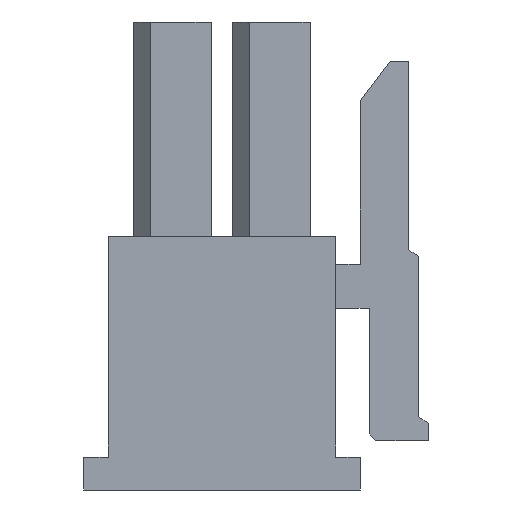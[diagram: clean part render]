
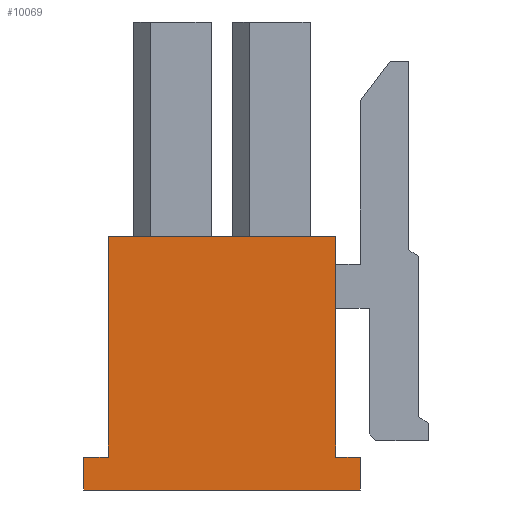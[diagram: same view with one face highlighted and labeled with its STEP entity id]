
A CAD part, left-side view. The second image highlights one B-rep face of the part: STEP entity #10069.
In plain terms, the highlighted planar face has unit normal (-1, 0, 0).
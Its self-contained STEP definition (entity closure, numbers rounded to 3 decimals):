
#51 = CARTESIAN_POINT ( 'NONE',  ( -15.425, -3.45, 1. ) ) ;
#310 = VERTEX_POINT ( 'NONE', #8143 ) ;
#452 = CARTESIAN_POINT ( 'NONE',  ( -15.425, 3.45, 1. ) ) ;
#656 = CARTESIAN_POINT ( 'NONE',  ( -15.425, 3.45, 1. ) ) ;
#701 = VECTOR ( 'NONE', #9069, 1000. ) ;
#773 = ORIENTED_EDGE ( 'NONE', *, *, #8331, .F. ) ;
#1471 = ORIENTED_EDGE ( 'NONE', *, *, #9159, .F. ) ;
#1502 = ORIENTED_EDGE ( 'NONE', *, *, #8988, .F. ) ;
#1845 = AXIS2_PLACEMENT_3D ( 'NONE', #6892, #7719, #8622 ) ;
#1951 = CARTESIAN_POINT ( 'NONE',  ( -15.425, -4.2, 0. ) ) ;
#1970 = ORIENTED_EDGE ( 'NONE', *, *, #8153, .T. ) ;
#2274 = VERTEX_POINT ( 'NONE', #3033 ) ;
#2392 = DIRECTION ( 'NONE',  ( 0., 1., 0. ) ) ;
#2729 = DIRECTION ( 'NONE',  ( 0., -1., 0. ) ) ;
#2752 = DIRECTION ( 'NONE',  ( 0., 0., -1. ) ) ;
#3033 = CARTESIAN_POINT ( 'NONE',  ( -15.425, -4.2, 0. ) ) ;
#3351 = CARTESIAN_POINT ( 'NONE',  ( -15.425, -4.2, 7.7 ) ) ;
#3352 = LINE ( 'NONE', #9874, #7236 ) ;
#3692 = LINE ( 'NONE', #1951, #4403 ) ;
#3719 = VECTOR ( 'NONE', #2392, 1000. ) ;
#4195 = DIRECTION ( 'NONE',  ( 0., -1., 0. ) ) ;
#4271 = LINE ( 'NONE', #11584, #10516 ) ;
#4403 = VECTOR ( 'NONE', #2729, 1000. ) ;
#4563 = LINE ( 'NONE', #10971, #11634 ) ;
#4640 = EDGE_CURVE ( 'NONE', #11798, #2274, #4271, .T. ) ;
#5046 = EDGE_LOOP ( 'NONE', ( #1502, #5303, #773, #10904, #7263, #1970, #8102, #1471 ) ) ;
#5303 = ORIENTED_EDGE ( 'NONE', *, *, #11247, .T. ) ;
#5425 = LINE ( 'NONE', #11663, #701 ) ;
#5486 = VECTOR ( 'NONE', #11588, 1000. ) ;
#6191 = EDGE_CURVE ( 'NONE', #8470, #6431, #7806, .T. ) ;
#6431 = VERTEX_POINT ( 'NONE', #656 ) ;
#6759 = EDGE_CURVE ( 'NONE', #8470, #11200, #5425, .T. ) ;
#6892 = CARTESIAN_POINT ( 'NONE',  ( -15.425, -4.2, 14.2 ) ) ;
#7236 = VECTOR ( 'NONE', #4195, 1000. ) ;
#7263 = ORIENTED_EDGE ( 'NONE', *, *, #6759, .T. ) ;
#7612 = CARTESIAN_POINT ( 'NONE',  ( -15.425, 4.2, 0. ) ) ;
#7719 = DIRECTION ( 'NONE',  ( 1., 0., 0. ) ) ;
#7748 = CARTESIAN_POINT ( 'NONE',  ( -15.425, 4.2, 1. ) ) ;
#7806 = LINE ( 'NONE', #7748, #5486 ) ;
#8102 = ORIENTED_EDGE ( 'NONE', *, *, #4640, .F. ) ;
#8143 = CARTESIAN_POINT ( 'NONE',  ( -15.425, 3.45, 7.7 ) ) ;
#8153 = EDGE_CURVE ( 'NONE', #11200, #2274, #3692, .T. ) ;
#8215 = VECTOR ( 'NONE', #10761, 1000. ) ;
#8331 = EDGE_CURVE ( 'NONE', #6431, #310, #10532, .T. ) ;
#8470 = VERTEX_POINT ( 'NONE', #11225 ) ;
#8622 = DIRECTION ( 'NONE',  ( 0., 0., -1. ) ) ;
#8632 = VERTEX_POINT ( 'NONE', #9545 ) ;
#8681 = LINE ( 'NONE', #3351, #3719 ) ;
#8740 = FACE_OUTER_BOUND ( 'NONE', #5046, .T. ) ;
#8988 = EDGE_CURVE ( 'NONE', #8632, #11047, #4563, .T. ) ;
#9000 = DIRECTION ( 'NONE',  ( 0., 0., -1. ) ) ;
#9069 = DIRECTION ( 'NONE',  ( 0., 0., -1. ) ) ;
#9159 = EDGE_CURVE ( 'NONE', #11047, #11798, #3352, .T. ) ;
#9545 = CARTESIAN_POINT ( 'NONE',  ( -15.425, -3.45, 7.7 ) ) ;
#9585 = PLANE ( 'NONE',  #1845 ) ;
#9874 = CARTESIAN_POINT ( 'NONE',  ( -15.425, -4.2, 1. ) ) ;
#9913 = CARTESIAN_POINT ( 'NONE',  ( -15.425, -4.2, 1. ) ) ;
#10069 = ADVANCED_FACE ( 'NONE', ( #8740 ), #9585, .F. ) ;
#10516 = VECTOR ( 'NONE', #9000, 1000. ) ;
#10532 = LINE ( 'NONE', #452, #8215 ) ;
#10761 = DIRECTION ( 'NONE',  ( 0., 0., 1. ) ) ;
#10904 = ORIENTED_EDGE ( 'NONE', *, *, #6191, .F. ) ;
#10971 = CARTESIAN_POINT ( 'NONE',  ( -15.425, -3.45, 1. ) ) ;
#11047 = VERTEX_POINT ( 'NONE', #51 ) ;
#11200 = VERTEX_POINT ( 'NONE', #7612 ) ;
#11225 = CARTESIAN_POINT ( 'NONE',  ( -15.425, 4.2, 1. ) ) ;
#11247 = EDGE_CURVE ( 'NONE', #8632, #310, #8681, .T. ) ;
#11584 = CARTESIAN_POINT ( 'NONE',  ( -15.425, -4.2, 14.2 ) ) ;
#11588 = DIRECTION ( 'NONE',  ( 0., -1., 0. ) ) ;
#11634 = VECTOR ( 'NONE', #2752, 1000. ) ;
#11663 = CARTESIAN_POINT ( 'NONE',  ( -15.425, 4.2, 14.2 ) ) ;
#11798 = VERTEX_POINT ( 'NONE', #9913 ) ;
